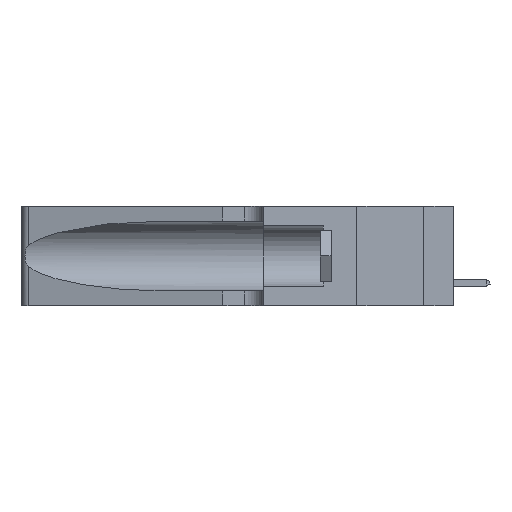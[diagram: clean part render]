
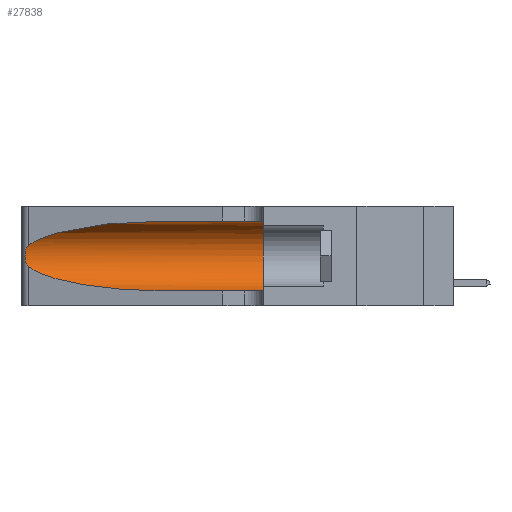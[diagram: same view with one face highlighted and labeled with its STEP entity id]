
A CAD part, left-side view. The second image highlights one B-rep face of the part: STEP entity #27838.
In plain terms, the highlighted cylindrical face has radius 3.308 mm (diameter 6.617 mm), a partial arc.
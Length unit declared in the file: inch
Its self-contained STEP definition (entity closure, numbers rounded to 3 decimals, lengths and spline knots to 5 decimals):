
#115 = CARTESIAN_POINT ( 'NONE',  ( 0.18966, 0.96281, 0.05475 ) ) ;
#1509 = VECTOR ( 'NONE', #40440, 39.37008 ) ;
#1956 = CARTESIAN_POINT ( 'NONE',  ( 0.25856, 1.23593, 0.16098 ) ) ;
#2141 = CARTESIAN_POINT ( 'NONE',  ( 0.1305, 0.72297, 0.31525 ) ) ;
#2902 = CARTESIAN_POINT ( 'NONE',  ( 0.1305, 0.35, 0.05475 ) ) ;
#4641 = VERTEX_POINT ( 'NONE', #2902 ) ;
#5707 = ORIENTED_EDGE ( 'NONE', *, *, #46420, .F. ) ;
#7595 = EDGE_LOOP ( 'NONE', ( #12884, #49817, #8487, #14005, #12517, #5707 ) ) ;
#7703 = CARTESIAN_POINT ( 'NONE',  ( 0.2373, 1.15595, 0.28018 ) ) ;
#7734 = CARTESIAN_POINT ( 'NONE',  ( 0.1305, 0.72297, 0.05475 ) ) ;
#7887 = VERTEX_POINT ( 'NONE', #39648 ) ;
#8487 = ORIENTED_EDGE ( 'NONE', *, *, #43994, .T. ) ;
#8844 = B_SPLINE_CURVE_WITH_KNOTS ( 'NONE', 3,
 ( #34556, #38760, #18047, #35716, #28570, #36957, #42608, #21761, #45050, #1956, #31007, #36241, #15999, #32512 ),
 .UNSPECIFIED., .F., .F.,
 ( 4, 2, 2, 2, 2, 2, 4 ),
 ( 0., 0.00027, 0.00053, 0.00107, 0.0016, 0.00187, 0.00214 ),
 .UNSPECIFIED. ) ;
#12517 = ORIENTED_EDGE ( 'NONE', *, *, #40510, .F. ) ;
#12884 = ORIENTED_EDGE ( 'NONE', *, *, #16079, .T. ) ;
#12890 = AXIS2_PLACEMENT_3D ( 'NONE', #23529, #51327, #39813 ) ;
#13308 = LINE ( 'NONE', #20801, #45265 ) ;
#14005 = ORIENTED_EDGE ( 'NONE', *, *, #48944, .T. ) ;
#14030 = CARTESIAN_POINT ( 'NONE',  ( 0.18966, 0.96281, 0.31525 ) ) ;
#14650 = VERTEX_POINT ( 'NONE', #21540 ) ;
#15999 = CARTESIAN_POINT ( 'NONE',  ( 0.25555, 1.22993, 0.14849 ) ) ;
#16079 = EDGE_CURVE ( 'NONE', #7887, #14650, #34626, .T. ) ;
#16285 = DIRECTION ( 'NONE',  ( 0., -1., 0. ) ) ;
#16516 = CARTESIAN_POINT ( 'NONE',  ( 0.1305, 1.61858, 0.31525 ) ) ;
#18047 = CARTESIAN_POINT ( 'NONE',  ( 0.25639, 1.23184, 0.21858 ) ) ;
#18410 = CYLINDRICAL_SURFACE ( 'NONE', #12890, 0.13025 ) ;
#19046 = AXIS2_PLACEMENT_3D ( 'NONE', #28213, #20431, #24355 ) ;
#19719 = FACE_OUTER_BOUND ( 'NONE', #7595, .T. ) ;
#19724 = CARTESIAN_POINT ( 'NONE',  ( 0.2373, 1.15595, 0.08982 ) ) ;
#20431 = DIRECTION ( 'NONE',  ( 0., 1., 0. ) ) ;
#20801 = CARTESIAN_POINT ( 'NONE',  ( 0.1305, 1.61858, 0.05475 ) ) ;
#21540 = CARTESIAN_POINT ( 'NONE',  ( 0.25487, 1.22718, 0.22369 ) ) ;
#21761 = CARTESIAN_POINT ( 'NONE',  ( 0.26075, 1.23896, 0.178 ) ) ;
#23317 = CARTESIAN_POINT ( 'NONE',  ( 0.25487, 1.22718, 0.14631 ) ) ;
#23529 = CARTESIAN_POINT ( 'NONE',  ( 0.1305, 1.61858, 0.185 ) ) ;
#23728 =( BOUNDED_CURVE ( )  B_SPLINE_CURVE ( 3, ( #32202, #19724, #115, #7734 ),
 .UNSPECIFIED., .F., .T. ) 
 B_SPLINE_CURVE_WITH_KNOTS ( ( 4, 4 ),
 ( 3.44316, 4.71239 ),
 .UNSPECIFIED. ) 
 CURVE ( )  GEOMETRIC_REPRESENTATION_ITEM ( )  RATIONAL_B_SPLINE_CURVE ( ( 1., 0.87, 0.87, 1. ) ) 
 REPRESENTATION_ITEM ( '' )  );
#24355 = DIRECTION ( 'NONE',  ( 0., 0., 1. ) ) ;
#24846 = LINE ( 'NONE', #16516, #1509 ) ;
#27838 = ADVANCED_FACE ( 'NONE', ( #19719 ), #18410, .F. ) ;
#28213 = CARTESIAN_POINT ( 'NONE',  ( 0.1305, 0.35, 0.185 ) ) ;
#28570 = CARTESIAN_POINT ( 'NONE',  ( 0.25854, 1.2359, 0.20912 ) ) ;
#31007 = CARTESIAN_POINT ( 'NONE',  ( 0.25789, 1.23486, 0.15765 ) ) ;
#31517 = VERTEX_POINT ( 'NONE', #42809 ) ;
#32202 = CARTESIAN_POINT ( 'NONE',  ( 0.25487, 1.22718, 0.14631 ) ) ;
#32489 = CARTESIAN_POINT ( 'NONE',  ( 0.25487, 1.22718, 0.22369 ) ) ;
#32512 = CARTESIAN_POINT ( 'NONE',  ( 0.25487, 1.22718, 0.14631 ) ) ;
#34556 = CARTESIAN_POINT ( 'NONE',  ( 0.25487, 1.22718, 0.22369 ) ) ;
#34626 =( BOUNDED_CURVE ( )  B_SPLINE_CURVE ( 3, ( #2141, #14030, #7703, #32489 ),
 .UNSPECIFIED., .F., .F. ) 
 B_SPLINE_CURVE_WITH_KNOTS ( ( 4, 4 ),
 ( 1.5708, 2.84003 ),
 .UNSPECIFIED. ) 
 CURVE ( )  GEOMETRIC_REPRESENTATION_ITEM ( )  RATIONAL_B_SPLINE_CURVE ( ( 1., 0.87, 0.87, 1. ) ) 
 REPRESENTATION_ITEM ( '' )  );
#35716 = CARTESIAN_POINT ( 'NONE',  ( 0.25787, 1.23484, 0.2124 ) ) ;
#36241 = CARTESIAN_POINT ( 'NONE',  ( 0.25639, 1.23186, 0.15144 ) ) ;
#36771 = VERTEX_POINT ( 'NONE', #23317 ) ;
#36957 = CARTESIAN_POINT ( 'NONE',  ( 0.26018, 1.23835, 0.19895 ) ) ;
#37241 = EDGE_CURVE ( 'NONE', #14650, #36771, #8844, .T. ) ;
#38760 = CARTESIAN_POINT ( 'NONE',  ( 0.25555, 1.22994, 0.2215 ) ) ;
#39648 = CARTESIAN_POINT ( 'NONE',  ( 0.1305, 0.72297, 0.31525 ) ) ;
#39813 = DIRECTION ( 'NONE',  ( 0., 0., -1. ) ) ;
#40440 = DIRECTION ( 'NONE',  ( 0., -1., 0. ) ) ;
#40510 = EDGE_CURVE ( 'NONE', #44301, #4641, #41985, .T. ) ;
#41348 = CARTESIAN_POINT ( 'NONE',  ( 0.1305, 0.35, 0.31525 ) ) ;
#41985 = CIRCLE ( 'NONE', #19046, 0.13025 ) ;
#42608 = CARTESIAN_POINT ( 'NONE',  ( 0.26075, 1.23896, 0.19203 ) ) ;
#42809 = CARTESIAN_POINT ( 'NONE',  ( 0.1305, 0.72297, 0.05475 ) ) ;
#43994 = EDGE_CURVE ( 'NONE', #36771, #31517, #23728, .T. ) ;
#44301 = VERTEX_POINT ( 'NONE', #41348 ) ;
#45050 = CARTESIAN_POINT ( 'NONE',  ( 0.26017, 1.23833, 0.17102 ) ) ;
#45265 = VECTOR ( 'NONE', #16285, 39.37008 ) ;
#46420 = EDGE_CURVE ( 'NONE', #7887, #44301, #24846, .T. ) ;
#48944 = EDGE_CURVE ( 'NONE', #31517, #4641, #13308, .T. ) ;
#49817 = ORIENTED_EDGE ( 'NONE', *, *, #37241, .T. ) ;
#51327 = DIRECTION ( 'NONE',  ( 0., -1., 0. ) ) ;
